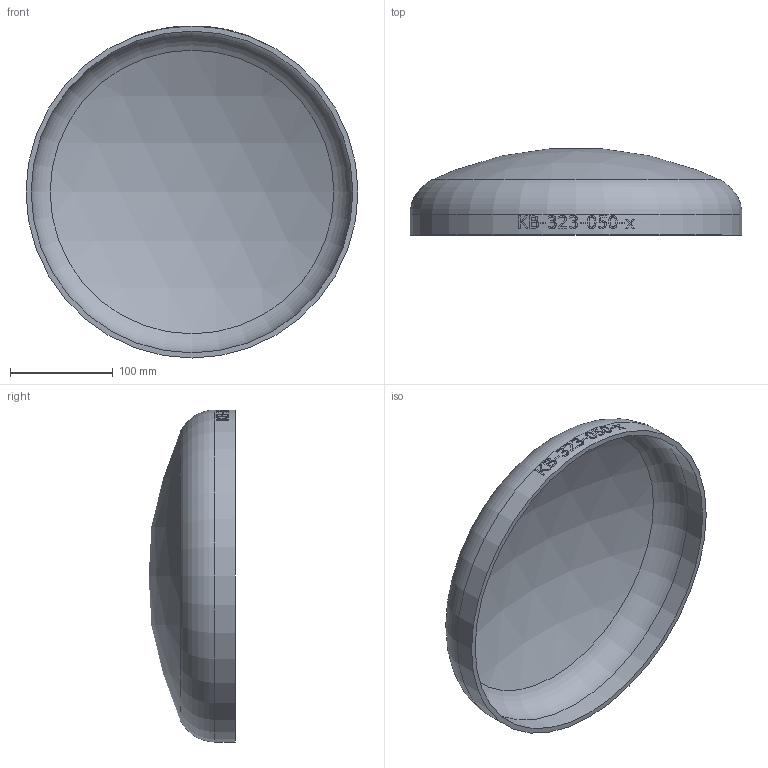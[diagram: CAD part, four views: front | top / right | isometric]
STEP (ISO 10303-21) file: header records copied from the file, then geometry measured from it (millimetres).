
FILE_DESCRIPTION (( 'STEP AP214' ), '1' );
FILE_NAME ('KB-323-050-x Klöpperboden 2003.STEP', '2020-03-27T08:11:30', ( '' ), ( '' ), 'SwSTEP 2.0', 'SolidWorks 2016', '' );
FILE_SCHEMA (( 'AUTOMOTIVE_DESIGN' ));
Length unit declared in the file: millimetre
Products named in the file (1): KB-323-050-x Klöpperboden 2003
Bounding box: 323.9 x 84.45 x 323.9 mm (x, y, z)
Volume: 609536.6 mm3; surface area: 249052.4 mm2
Topology: 1 solids, 1 shells, 193 faces, 520 edges, 346 vertices
Faces by surface type: bspline 108, plane 63, cylinder 18, torus 2, sphere 2
Full cylindrical faces by diameter (mm): 313.9 x1, 323.9 x1
Entity records: 31404 total; most frequent: CARTESIAN_POINT 25470, ORIENTED_EDGE 1032, EDGE_CURVE 516, DIRECTION 415, B_SPLINE_CURVE_WITH_KNOTS 347, VERTEX_POINT 346, EDGE_LOOP 214, FACE_OUTER_BOUND 197
